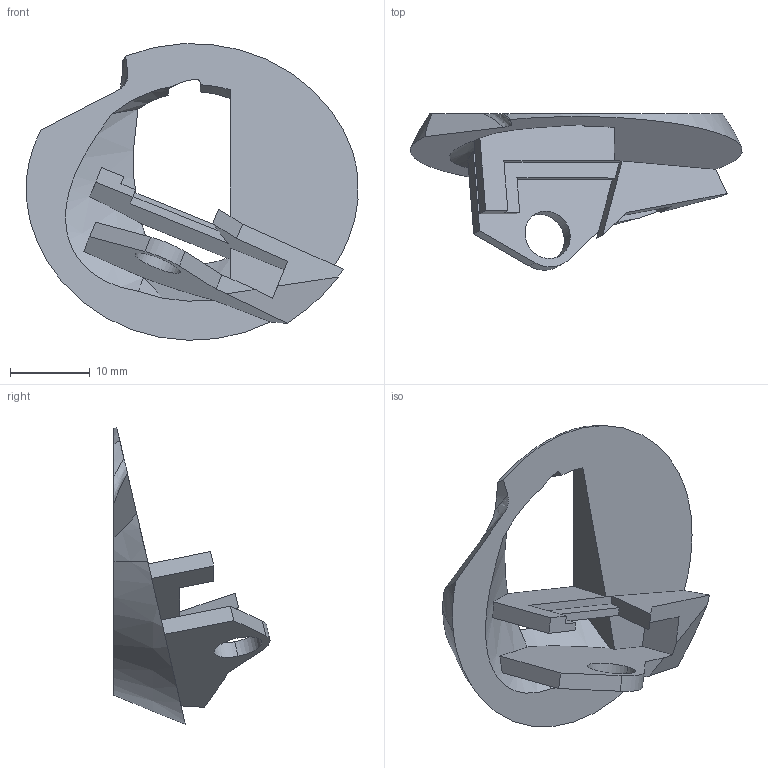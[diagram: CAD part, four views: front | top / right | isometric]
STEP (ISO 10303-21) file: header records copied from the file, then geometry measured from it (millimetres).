
FILE_DESCRIPTION (( 'STEP AP203' ), '1' );
FILE_NAME ('MC - D R - Add A.STEP', '2017-09-20T01:23:27', ( '' ), ( '' ), 'SwSTEP 2.0', 'SolidWorks 2016', '' );
FILE_SCHEMA (( 'CONFIG_CONTROL_DESIGN' ));
Length unit declared in the file: millimetre
Products named in the file (1): MC - D R - Add A
Bounding box: 41.59 x 19.56 x 37.15 mm (x, y, z)
Volume: 4331.4 mm3; surface area: 3570.1 mm2
Topology: 1 solids, 1 shells, 49 faces, 145 edges, 96 vertices
Faces by surface type: plane 31, cylinder 9, bspline 8, torus 1
Entity records: 3113 total; most frequent: CARTESIAN_POINT 1826, ORIENTED_EDGE 290, DIRECTION 195, EDGE_CURVE 145, VERTEX_POINT 96, VECTOR 85, LINE 85, AXIS2_PLACEMENT_3D 55
